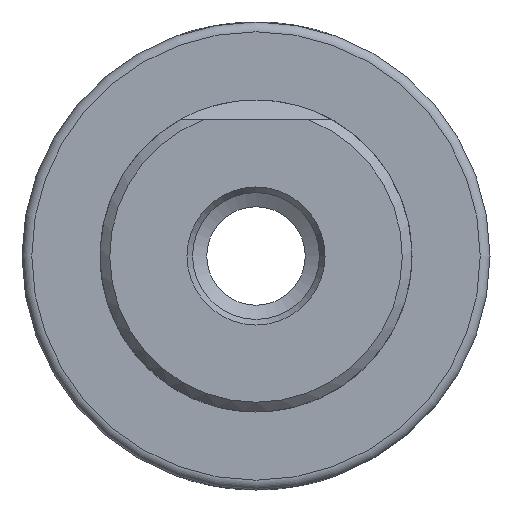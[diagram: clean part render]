
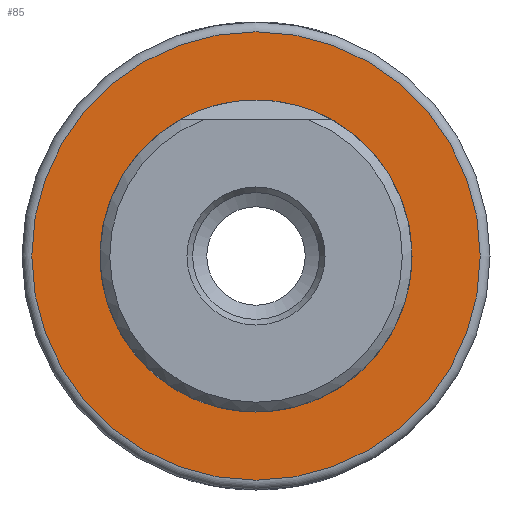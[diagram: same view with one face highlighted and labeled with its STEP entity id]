
A CAD part, left-side view. The second image highlights one B-rep face of the part: STEP entity #85.
In plain terms, the highlighted planar face has unit normal (-1, 0, 0).
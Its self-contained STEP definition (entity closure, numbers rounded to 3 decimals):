
#85 = ADVANCED_FACE( '', ( #188, #189 ), #190, .T. );
#188 = FACE_OUTER_BOUND( '', #310, .T. );
#189 = FACE_BOUND( '', #311, .T. );
#190 = PLANE( '', #312 );
#310 = EDGE_LOOP( '', ( #541 ) );
#311 = EDGE_LOOP( '', ( #542 ) );
#312 = AXIS2_PLACEMENT_3D( '', #543, #544, #545 );
#541 = ORIENTED_EDGE( '', *, *, #669, .T. );
#542 = ORIENTED_EDGE( '', *, *, #642, .F. );
#543 = CARTESIAN_POINT( '', ( 0., 15.5, 0. ) );
#544 = DIRECTION( '', ( -1., 0., 0. ) );
#545 = DIRECTION( '', ( 0., 0., 1. ) );
#642 = EDGE_CURVE( '', #722, #722, #723, .T. );
#669 = EDGE_CURVE( '', #763, #763, #764, .T. );
#722 = VERTEX_POINT( '', #826 );
#723 = CIRCLE( '', #827, 15.5 );
#763 = VERTEX_POINT( '', #879 );
#764 = CIRCLE( '', #880, 23. );
#826 = CARTESIAN_POINT( '', ( 0., 0., 15.5 ) );
#827 = AXIS2_PLACEMENT_3D( '', #1251, #1252, #1253 );
#879 = CARTESIAN_POINT( '', ( 0., 0., 23. ) );
#880 = AXIS2_PLACEMENT_3D( '', #1284, #1285, #1286 );
#1251 = CARTESIAN_POINT( '', ( 0., 0., 0. ) );
#1252 = DIRECTION( '', ( -1., 0., 0. ) );
#1253 = DIRECTION( '', ( 0., 0., 1. ) );
#1284 = CARTESIAN_POINT( '', ( 0., 0., 0. ) );
#1285 = DIRECTION( '', ( -1., 0., 0. ) );
#1286 = DIRECTION( '', ( 0., 0., 1. ) );
